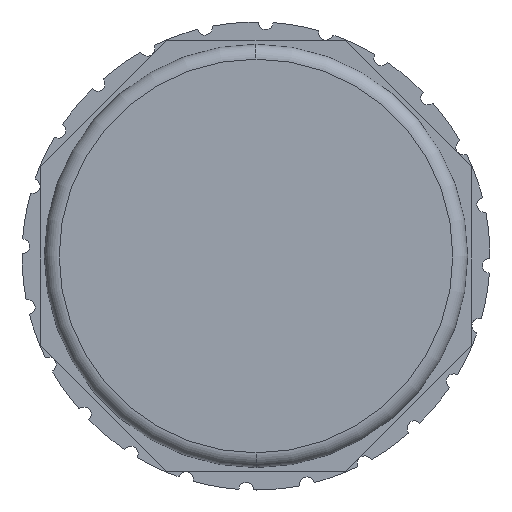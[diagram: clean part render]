
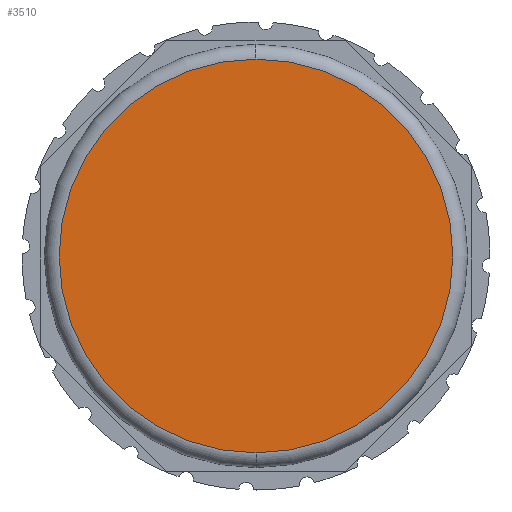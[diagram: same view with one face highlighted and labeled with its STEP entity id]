
A CAD part, left-side view. The second image highlights one B-rep face of the part: STEP entity #3510.
In plain terms, the highlighted planar face has unit normal (-1, 0, 0).
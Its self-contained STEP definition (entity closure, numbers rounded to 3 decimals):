
#76 = EDGE_CURVE ( 'NONE', #3635, #3638, #2669, .T. ) ;
#219 = EDGE_LOOP ( 'NONE', ( #580, #581 ) ) ;
#580 = ORIENTED_EDGE ( 'NONE', *, *, #3422, .F. ) ;
#581 = ORIENTED_EDGE ( 'NONE', *, *, #76, .F. ) ;
#1037 = CARTESIAN_POINT ( 'NONE',  ( 0., 0., 0. ) ) ;
#1038 = DIRECTION ( 'NONE',  ( 1., 0., 0. ) ) ;
#1039 = DIRECTION ( 'NONE',  ( 0., 0., -1. ) ) ;
#1884 = FACE_OUTER_BOUND ( 'NONE', #219, .T. ) ;
#1885 = PLANE ( 'NONE',  #7170 ) ;
#1887 = CARTESIAN_POINT ( 'NONE',  ( 0., 0., 0. ) ) ;
#1888 = DIRECTION ( 'NONE',  ( -1., 0., 0. ) ) ;
#1889 = DIRECTION ( 'NONE',  ( 0., 0., 1. ) ) ;
#2669 = CIRCLE ( 'NONE', #2671, 26.5 ) ;
#2671 = AXIS2_PLACEMENT_3D ( 'NONE', #6800, #6801, #6802 ) ;
#2880 = CIRCLE ( 'NONE', #2884, 26.5 ) ;
#2884 = AXIS2_PLACEMENT_3D ( 'NONE', #1037, #1038, #1039 ) ;
#3111 = CARTESIAN_POINT ( 'NONE',  ( 0., 0., 26.5 ) ) ;
#3114 = CARTESIAN_POINT ( 'NONE',  ( 0., 0., -26.5 ) ) ;
#3422 = EDGE_CURVE ( 'NONE', #3638, #3635, #2880, .T. ) ;
#3510 = ADVANCED_FACE ( 'NONE', ( #1884 ), #1885, .T. ) ;
#3635 = VERTEX_POINT ( 'NONE', #3111 ) ;
#3638 = VERTEX_POINT ( 'NONE', #3114 ) ;
#6800 = CARTESIAN_POINT ( 'NONE',  ( 0., 0., 0. ) ) ;
#6801 = DIRECTION ( 'NONE',  ( 1., 0., 0. ) ) ;
#6802 = DIRECTION ( 'NONE',  ( 0., 0., -1. ) ) ;
#7170 = AXIS2_PLACEMENT_3D ( 'NONE', #1887, #1888, #1889 ) ;
